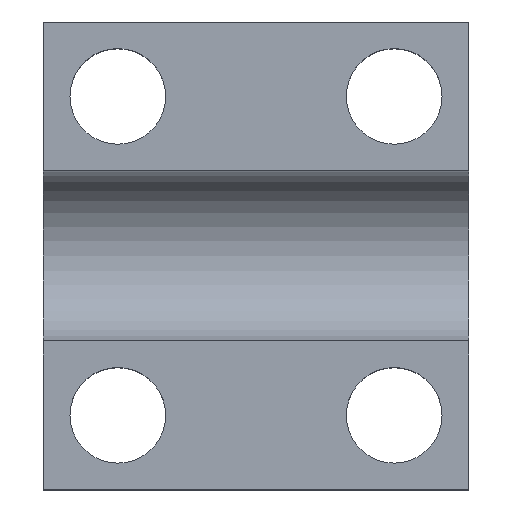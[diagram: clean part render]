
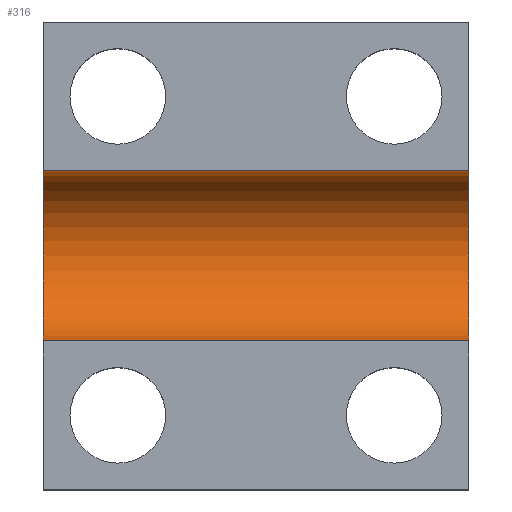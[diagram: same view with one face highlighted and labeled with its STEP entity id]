
A CAD part, top view. The second image highlights one B-rep face of the part: STEP entity #316.
In plain terms, the highlighted cylindrical face has radius 8 mm (diameter 16 mm), a partial arc.
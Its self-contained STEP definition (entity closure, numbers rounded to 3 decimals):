
#57=CARTESIAN_POINT('',(-20.,0.,13.));
#58=DIRECTION('',(-1.,0.,0.));
#59=DIRECTION('',(0.,1.,0.));
#60=AXIS2_PLACEMENT_3D('',#57,#58,#59);
#106=DIRECTION('',(-1.,0.,0.));
#107=VECTOR('',#106,40.);
#108=CARTESIAN_POINT('',(20.,-8.,13.));
#109=LINE('',#108,#107);
#122=DIRECTION('',(-1.,0.,0.));
#123=VECTOR('',#122,40.);
#124=CARTESIAN_POINT('',(20.,8.,13.));
#125=LINE('',#124,#123);
#170=CARTESIAN_POINT('',(20.,0.,13.));
#171=DIRECTION('',(-1.,0.,0.));
#172=DIRECTION('',(0.,1.,0.));
#173=AXIS2_PLACEMENT_3D('',#170,#171,#172);
#235=CARTESIAN_POINT('',(20.,-8.,13.));
#236=CARTESIAN_POINT('',(-20.,-8.,13.));
#237=VERTEX_POINT('',#235);
#238=VERTEX_POINT('',#236);
#239=CARTESIAN_POINT('',(20.,8.,13.));
#240=CARTESIAN_POINT('',(-20.,8.,13.));
#241=VERTEX_POINT('',#239);
#242=VERTEX_POINT('',#240);
#302=CARTESIAN_POINT('',(20.,0.,13.));
#303=DIRECTION('',(-1.,0.,0.));
#304=DIRECTION('',(0.,-1.,0.));
#305=AXIS2_PLACEMENT_3D('',#302,#303,#304);
#306=CYLINDRICAL_SURFACE('',#305,8.);
#308=ORIENTED_EDGE('',*,*,#307,.T.);
#309=ORIENTED_EDGE('',*,*,#288,.F.);
#311=ORIENTED_EDGE('',*,*,#310,.F.);
#313=ORIENTED_EDGE('',*,*,#312,.T.);
#314=EDGE_LOOP('',(#308,#309,#311,#313));
#315=FACE_OUTER_BOUND('',#314,.F.);
#316=ADVANCED_FACE('',(#315),#306,.F.);
#61=CIRCLE('',#60,8.);
#174=CIRCLE('',#173,8.);
#288=EDGE_CURVE('',#242,#238,#61,.T.);
#307=EDGE_CURVE('',#237,#238,#109,.T.);
#310=EDGE_CURVE('',#241,#242,#125,.T.);
#312=EDGE_CURVE('',#241,#237,#174,.T.);
